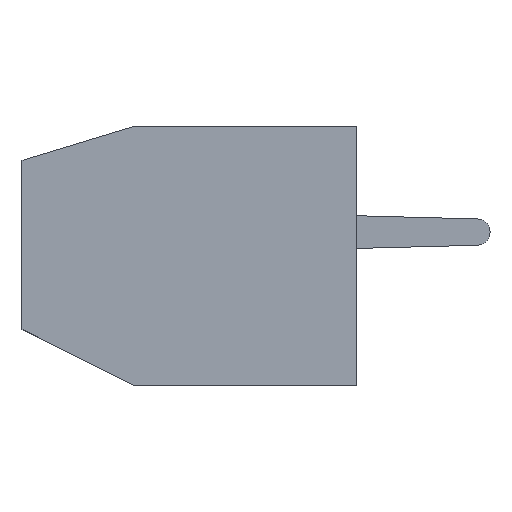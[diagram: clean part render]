
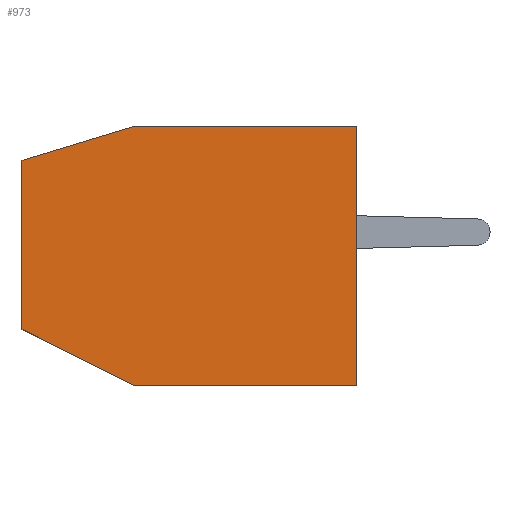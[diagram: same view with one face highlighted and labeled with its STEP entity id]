
A CAD part, left-side view. The second image highlights one B-rep face of the part: STEP entity #973.
In plain terms, the highlighted planar face has unit normal (-1, 0, 0).
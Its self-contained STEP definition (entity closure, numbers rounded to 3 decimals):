
#16 = VECTOR ( 'NONE', #1409, 1000. ) ;
#176 = DIRECTION ( 'NONE',  ( 0., 0., 1. ) ) ;
#250 = AXIS2_PLACEMENT_3D ( 'NONE', #1194, #989, #361 ) ;
#297 = VERTEX_POINT ( 'NONE', #1309 ) ;
#309 = LINE ( 'NONE', #433, #1111 ) ;
#361 = DIRECTION ( 'NONE',  ( 0., 0., -1. ) ) ;
#402 = CARTESIAN_POINT ( 'NONE',  ( -2.5, 0., -3.8 ) ) ;
#410 = VERTEX_POINT ( 'NONE', #686 ) ;
#417 = VECTOR ( 'NONE', #904, 1000. ) ;
#424 = CARTESIAN_POINT ( 'NONE',  ( -2.5, 9.8, -3.8 ) ) ;
#433 = CARTESIAN_POINT ( 'NONE',  ( -2.5, 6.5, 3.8 ) ) ;
#484 = VERTEX_POINT ( 'NONE', #1630 ) ;
#502 = CARTESIAN_POINT ( 'NONE',  ( -2.5, 9.8, 2.8 ) ) ;
#553 = EDGE_CURVE ( 'NONE', #484, #1668, #1780, .T. ) ;
#583 = DIRECTION ( 'NONE',  ( 0., 0., 1. ) ) ;
#683 = ORIENTED_EDGE ( 'NONE', *, *, #2282, .T. ) ;
#686 = CARTESIAN_POINT ( 'NONE',  ( -2.5, 9.8, -2.15 ) ) ;
#839 = DIRECTION ( 'NONE',  ( 0., -1., 0. ) ) ;
#843 = EDGE_CURVE ( 'NONE', #2249, #2081, #1152, .T. ) ;
#856 = VECTOR ( 'NONE', #176, 1000. ) ;
#904 = DIRECTION ( 'NONE',  ( 0., -0.894, -0.447 ) ) ;
#961 = DIRECTION ( 'NONE',  ( 0., 0.957, -0.29 ) ) ;
#973 = ADVANCED_FACE ( 'NONE', ( #1846 ), #2029, .F. ) ;
#989 = DIRECTION ( 'NONE',  ( 1., 0., 0. ) ) ;
#1098 = ORIENTED_EDGE ( 'NONE', *, *, #843, .T. ) ;
#1111 = VECTOR ( 'NONE', #839, 1000. ) ;
#1152 = LINE ( 'NONE', #502, #1883 ) ;
#1166 = EDGE_CURVE ( 'NONE', #410, #2081, #1721, .T. ) ;
#1194 = CARTESIAN_POINT ( 'NONE',  ( -2.5, 6.5, -3.8 ) ) ;
#1294 = EDGE_CURVE ( 'NONE', #410, #484, #2097, .T. ) ;
#1309 = CARTESIAN_POINT ( 'NONE',  ( -2.5, 0., 3.8 ) ) ;
#1409 = DIRECTION ( 'NONE',  ( 0., -1., 0. ) ) ;
#1541 = ORIENTED_EDGE ( 'NONE', *, *, #1294, .T. ) ;
#1630 = CARTESIAN_POINT ( 'NONE',  ( -2.5, 6.5, -3.8 ) ) ;
#1668 = VERTEX_POINT ( 'NONE', #1847 ) ;
#1691 = ORIENTED_EDGE ( 'NONE', *, *, #2439, .F. ) ;
#1721 = LINE ( 'NONE', #424, #856 ) ;
#1772 = CARTESIAN_POINT ( 'NONE',  ( -2.5, 9.8, 2.8 ) ) ;
#1780 = LINE ( 'NONE', #2659, #16 ) ;
#1846 = FACE_OUTER_BOUND ( 'NONE', #2268, .T. ) ;
#1847 = CARTESIAN_POINT ( 'NONE',  ( -2.5, 0., -3.8 ) ) ;
#1883 = VECTOR ( 'NONE', #961, 1000. ) ;
#2029 = PLANE ( 'NONE',  #250 ) ;
#2056 = VECTOR ( 'NONE', #583, 1000. ) ;
#2081 = VERTEX_POINT ( 'NONE', #1772 ) ;
#2097 = LINE ( 'NONE', #2159, #417 ) ;
#2159 = CARTESIAN_POINT ( 'NONE',  ( -2.5, 9.8, -2.15 ) ) ;
#2219 = ORIENTED_EDGE ( 'NONE', *, *, #1166, .F. ) ;
#2249 = VERTEX_POINT ( 'NONE', #2638 ) ;
#2268 = EDGE_LOOP ( 'NONE', ( #2219, #1541, #2269, #683, #1691, #1098 ) ) ;
#2269 = ORIENTED_EDGE ( 'NONE', *, *, #553, .T. ) ;
#2282 = EDGE_CURVE ( 'NONE', #1668, #297, #2313, .T. ) ;
#2313 = LINE ( 'NONE', #402, #2056 ) ;
#2439 = EDGE_CURVE ( 'NONE', #2249, #297, #309, .T. ) ;
#2638 = CARTESIAN_POINT ( 'NONE',  ( -2.5, 6.5, 3.8 ) ) ;
#2659 = CARTESIAN_POINT ( 'NONE',  ( -2.5, 6.5, -3.8 ) ) ;
